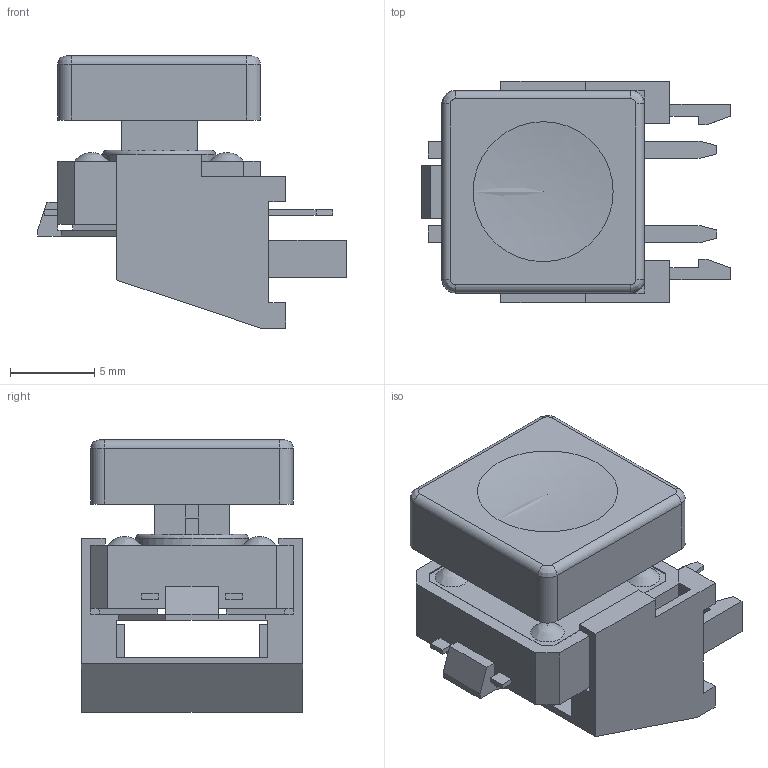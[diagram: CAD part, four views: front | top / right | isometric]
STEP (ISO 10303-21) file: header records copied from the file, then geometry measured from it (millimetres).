
FILE_DESCRIPTION((' '),'2;1');
FILE_NAME('TL1100CFxxxx4Jxxx.stp','2017-08-01T11:13:22',(' '),(' '),' ','ACIS',' ');
FILE_SCHEMA(('CONFIG_CONTROL_DESIGN'));
Length unit declared in the file: inch
Products named in the file (1): TL1100CFxxxx4Jxxx.stp
Bounding box: 18.3 x 13.1 x 16.13 mm (x, y, z)
Volume: 1162.7 mm3; surface area: 2379.5 mm2
Topology: 1 solids, 1 shells, 364 faces, 1010 edges, 641 vertices
Faces by surface type: plane 290, cylinder 58, bspline 11, torus 4, cone 1
Full cylindrical faces by diameter (mm): 0.8 x4, 1 x4, 1.75 x1, 2.32 x1, 3 x1, 4.84 x1, 6.7 x1, 6.95 x1
Entity records: 11776 total; most frequent: CARTESIAN_POINT 2483, ORIENTED_EDGE 1950, DIRECTION 1807, EDGE_CURVE 975, VECTOR 797, LINE 797, VERTEX_POINT 630, AXIS2_PLACEMENT_3D 505
